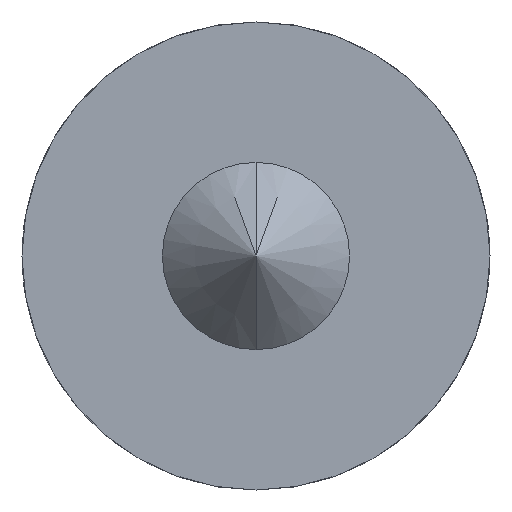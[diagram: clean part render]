
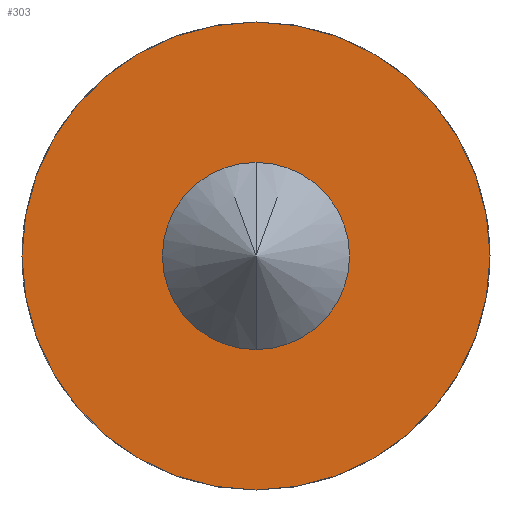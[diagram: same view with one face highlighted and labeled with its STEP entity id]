
A CAD part, front view. The second image highlights one B-rep face of the part: STEP entity #303.
In plain terms, the highlighted planar face has unit normal (0, -1, 0).
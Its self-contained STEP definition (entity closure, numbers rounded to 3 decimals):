
#1 = CIRCLE ( 'NONE', #66, 2. ) ;
#6 = CIRCLE ( 'NONE', #73, 7.5 ) ;
#8 = CIRCLE ( 'NONE', #11, 7.5 ) ;
#11 = AXIS2_PLACEMENT_3D ( 'NONE', #99, #108, #109 ) ;
#21 = AXIS2_PLACEMENT_3D ( 'NONE', #138, #102, #132 ) ;
#37 = CIRCLE ( 'NONE', #21, 2. ) ;
#66 = AXIS2_PLACEMENT_3D ( 'NONE', #174, #176, #175 ) ;
#73 = AXIS2_PLACEMENT_3D ( 'NONE', #223, #224, #225 ) ;
#76 = AXIS2_PLACEMENT_3D ( 'NONE', #127, #126, #118 ) ;
#99 = CARTESIAN_POINT ( 'NONE',  ( 0., 0., 0. ) ) ;
#102 = DIRECTION ( 'NONE',  ( 0., 1., 0. ) ) ;
#108 = DIRECTION ( 'NONE',  ( 0., 1., 0. ) ) ;
#109 = DIRECTION ( 'NONE',  ( 0., 0., 1. ) ) ;
#118 = DIRECTION ( 'NONE',  ( 0., 0., -1. ) ) ;
#126 = DIRECTION ( 'NONE',  ( 0., -1., 0. ) ) ;
#127 = CARTESIAN_POINT ( 'NONE',  ( 0., 0., 2. ) ) ;
#128 = PLANE ( 'NONE',  #76 ) ;
#132 = DIRECTION ( 'NONE',  ( 0., 0., 1. ) ) ;
#138 = CARTESIAN_POINT ( 'NONE',  ( 0., 0., 0. ) ) ;
#174 = CARTESIAN_POINT ( 'NONE',  ( 0., 0., 0. ) ) ;
#175 = DIRECTION ( 'NONE',  ( 0., 0., 1. ) ) ;
#176 = DIRECTION ( 'NONE',  ( 0., 1., 0. ) ) ;
#223 = CARTESIAN_POINT ( 'NONE',  ( 0., 0., 0. ) ) ;
#224 = DIRECTION ( 'NONE',  ( 0., 1., 0. ) ) ;
#225 = DIRECTION ( 'NONE',  ( 0., 0., 1. ) ) ;
#241 = CARTESIAN_POINT ( 'NONE',  ( 0., 0., -2. ) ) ;
#244 = CARTESIAN_POINT ( 'NONE',  ( 0., 0., -7.5 ) ) ;
#247 = CARTESIAN_POINT ( 'NONE',  ( 0., 0., 7.5 ) ) ;
#250 = CARTESIAN_POINT ( 'NONE',  ( 0., 0., 2. ) ) ;
#289 = EDGE_CURVE ( 'NONE', #350, #368, #37, .T. ) ;
#293 = EDGE_CURVE ( 'NONE', #356, #361, #8, .T. ) ;
#303 = ADVANCED_FACE ( 'NONE', ( #451, #425 ), #128, .T. ) ;
#319 = EDGE_CURVE ( 'NONE', #368, #350, #1, .T. ) ;
#329 = EDGE_CURVE ( 'NONE', #361, #356, #6, .T. ) ;
#350 = VERTEX_POINT ( 'NONE', #241 ) ;
#356 = VERTEX_POINT ( 'NONE', #244 ) ;
#361 = VERTEX_POINT ( 'NONE', #247 ) ;
#368 = VERTEX_POINT ( 'NONE', #250 ) ;
#393 = EDGE_LOOP ( 'NONE', ( #445, #427 ) ) ;
#425 = FACE_OUTER_BOUND ( 'NONE', #442, .T. ) ;
#427 = ORIENTED_EDGE ( 'NONE', *, *, #289, .T. ) ;
#442 = EDGE_LOOP ( 'NONE', ( #489, #469 ) ) ;
#445 = ORIENTED_EDGE ( 'NONE', *, *, #319, .T. ) ;
#451 = FACE_BOUND ( 'NONE', #393, .T. ) ;
#469 = ORIENTED_EDGE ( 'NONE', *, *, #293, .F. ) ;
#489 = ORIENTED_EDGE ( 'NONE', *, *, #329, .F. ) ;
